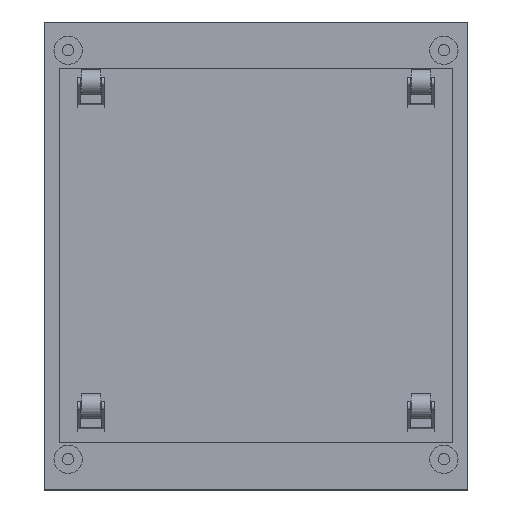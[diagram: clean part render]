
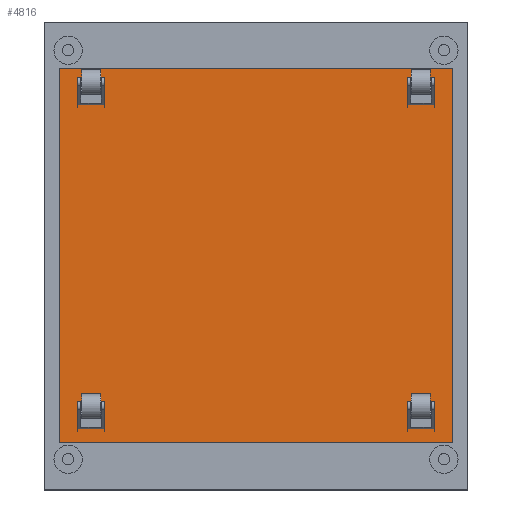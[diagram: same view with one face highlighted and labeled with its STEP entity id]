
A CAD part, front view. The second image highlights one B-rep face of the part: STEP entity #4816.
In plain terms, the highlighted planar face has unit normal (0, -1, 0).
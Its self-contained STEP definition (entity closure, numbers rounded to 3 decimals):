
#632 = DIRECTION ( 'NONE',  ( 0., 0., -1. ) ) ;
#745 = CARTESIAN_POINT ( 'NONE',  ( -278.8, -325.3, -265.05 ) ) ;
#1433 = LINE ( 'NONE', #2294, #10740 ) ;
#1583 = DIRECTION ( 'NONE',  ( 0., -1., 0. ) ) ;
#1625 = PLANE ( 'NONE',  #7144 ) ;
#2107 = EDGE_CURVE ( 'NONE', #8868, #2894, #1433, .T. ) ;
#2182 = ORIENTED_EDGE ( 'NONE', *, *, #5528, .T. ) ;
#2245 = CARTESIAN_POINT ( 'NONE',  ( -278.8, -325.3, 265.05 ) ) ;
#2294 = CARTESIAN_POINT ( 'NONE',  ( -278.8, -325.3, 265.05 ) ) ;
#2349 = EDGE_CURVE ( 'NONE', #10148, #3182, #11472, .T. ) ;
#2894 = VERTEX_POINT ( 'NONE', #5346 ) ;
#3182 = VERTEX_POINT ( 'NONE', #4573 ) ;
#3322 = ORIENTED_EDGE ( 'NONE', *, *, #2107, .T. ) ;
#3965 = VECTOR ( 'NONE', #6059, 1000. ) ;
#4573 = CARTESIAN_POINT ( 'NONE',  ( 278.8, -325.3, 265.05 ) ) ;
#4774 = VECTOR ( 'NONE', #7282, 1000. ) ;
#4790 = EDGE_CURVE ( 'NONE', #2894, #10148, #6354, .T. ) ;
#4816 = ADVANCED_FACE ( 'NONE', ( #5777 ), #1625, .T. ) ;
#5157 = EDGE_LOOP ( 'NONE', ( #6105, #2182, #3322, #8626 ) ) ;
#5346 = CARTESIAN_POINT ( 'NONE',  ( -278.8, -325.3, -265.05 ) ) ;
#5528 = EDGE_CURVE ( 'NONE', #3182, #8868, #9612, .T. ) ;
#5777 = FACE_OUTER_BOUND ( 'NONE', #5157, .T. ) ;
#5942 = CARTESIAN_POINT ( 'NONE',  ( 0., -325.3, 0. ) ) ;
#6059 = DIRECTION ( 'NONE',  ( 1., 0., 0. ) ) ;
#6105 = ORIENTED_EDGE ( 'NONE', *, *, #2349, .T. ) ;
#6310 = DIRECTION ( 'NONE',  ( 0., 0., 1. ) ) ;
#6354 = LINE ( 'NONE', #745, #3965 ) ;
#7144 = AXIS2_PLACEMENT_3D ( 'NONE', #5942, #1583, #632 ) ;
#7282 = DIRECTION ( 'NONE',  ( -1., 0., 0. ) ) ;
#8587 = DIRECTION ( 'NONE',  ( 0., 0., -1. ) ) ;
#8626 = ORIENTED_EDGE ( 'NONE', *, *, #4790, .T. ) ;
#8868 = VERTEX_POINT ( 'NONE', #2245 ) ;
#9193 = CARTESIAN_POINT ( 'NONE',  ( 278.8, -325.3, -265.05 ) ) ;
#9337 = VECTOR ( 'NONE', #6310, 1000. ) ;
#9612 = LINE ( 'NONE', #10099, #4774 ) ;
#10099 = CARTESIAN_POINT ( 'NONE',  ( -278.8, -325.3, 265.05 ) ) ;
#10148 = VERTEX_POINT ( 'NONE', #9193 ) ;
#10740 = VECTOR ( 'NONE', #8587, 1000. ) ;
#10845 = CARTESIAN_POINT ( 'NONE',  ( 278.8, -325.3, 265.05 ) ) ;
#11472 = LINE ( 'NONE', #10845, #9337 ) ;
